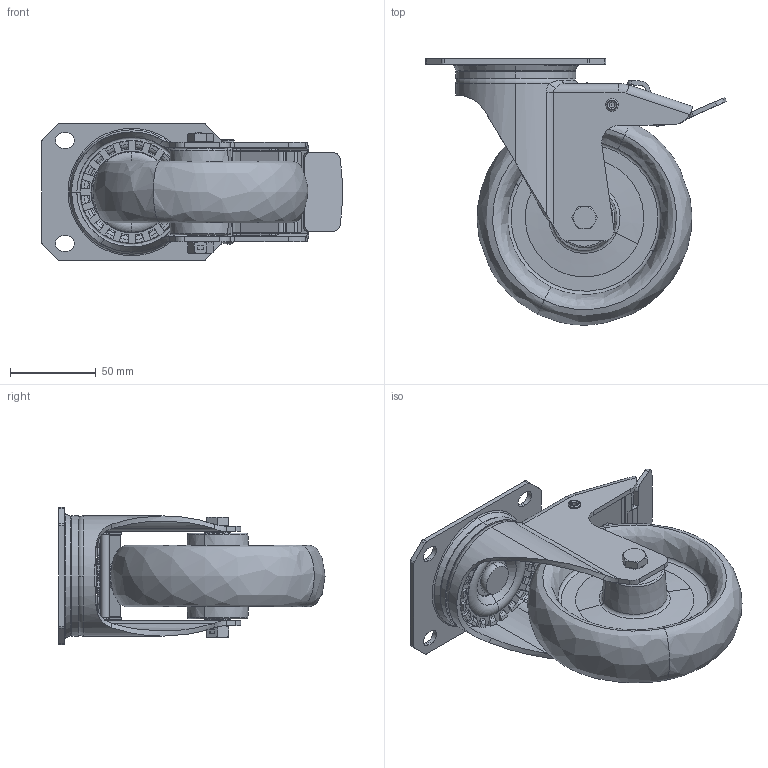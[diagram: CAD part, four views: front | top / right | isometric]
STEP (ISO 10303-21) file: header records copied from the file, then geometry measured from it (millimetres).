
FILE_DESCRIPTION (( 'STEP AP214' ), '1' );
FILE_NAME ('0056080.step', '2023-07-31T07:46:45', ( '' ), ( '' ), 'SwSTEP 2.0', 'SolidWorks 2020', '' );
FILE_SCHEMA (( 'AUTOMOTIVE_DESIGN' ));
Length unit declared in the file: millimetre
Products named in the file (1): 0056080
Bounding box: 175.08 x 154.99 x 80 mm (x, y, z)
Surface area: 130539.3 mm2 (no closed solid volume)
Topology: 0 solids, 19 shells, 745 faces, 2157 edges, 1425 vertices
Faces by surface type: plane 286, cylinder 174, torus 116, cone 88, bspline 65, sphere 16
Entity records: 37483 total; most frequent: CARTESIAN_POINT 10401, ORIENTED_EDGE 3829, DIRECTION 3766, EDGE_CURVE 2157, VERTEX_POINT 1425, AXIS2_PLACEMENT_3D 1409, VECTOR 948, LINE 948
